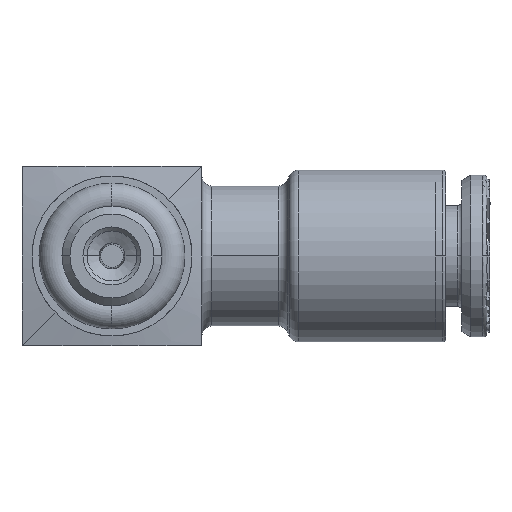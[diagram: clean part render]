
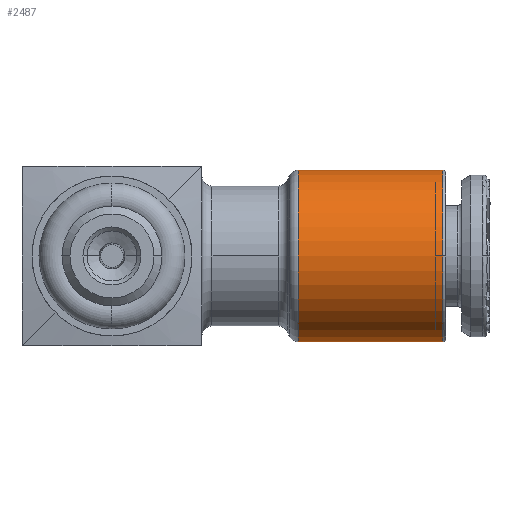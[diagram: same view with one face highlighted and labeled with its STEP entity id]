
A CAD part, front view. The second image highlights one B-rep face of the part: STEP entity #2487.
In plain terms, the highlighted cylindrical face has radius 4.3 mm (diameter 8.6 mm), a partial arc.
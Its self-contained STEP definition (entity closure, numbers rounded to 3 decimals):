
#2487=ADVANCED_FACE('',(#5302),#5303,.T.);
#5302=FACE_OUTER_BOUND('',#9926,.T.);
#5303=CYLINDRICAL_SURFACE('',#9927,4.3);
#9926=EDGE_LOOP('',(#17879,#17880,#17881,#17882));
#9927=AXIS2_PLACEMENT_3D('',#17883,#17884,#17885);
#17879=ORIENTED_EDGE('',*,*,#24292,.T.);
#17880=ORIENTED_EDGE('',*,*,#24293,.F.);
#17881=ORIENTED_EDGE('',*,*,#24294,.T.);
#17882=ORIENTED_EDGE('',*,*,#24295,.F.);
#17883=CARTESIAN_POINT('',(16.7,0.0,0.0));
#17884=DIRECTION('',(-1.0,0.0,-0.0));
#17885=DIRECTION('',(0.0,0.0,-1.0));
#24292=EDGE_CURVE('',#29712,#29713,#29714,.T.);
#24293=EDGE_CURVE('',#29715,#29713,#29716,.T.);
#24294=EDGE_CURVE('',#29715,#29717,#29718,.T.);
#24295=EDGE_CURVE('',#29712,#29717,#29719,.T.);
#29712=VERTEX_POINT('',#38824);
#29713=VERTEX_POINT('',#38825);
#29714=LINE('',#38826,#38827);
#29715=VERTEX_POINT('',#38828);
#29716=CIRCLE('',#38829,4.3);
#29717=VERTEX_POINT('',#38830);
#29718=LINE('',#38831,#38832);
#29719=CIRCLE('',#38833,4.3);
#38824=CARTESIAN_POINT('',(9.319,0.0,-4.3));
#38825=CARTESIAN_POINT('',(16.55,0.,-4.3));
#38826=CARTESIAN_POINT('',(12.934,0.,-4.3));
#38827=VECTOR('',#44320,1.0);
#38828=CARTESIAN_POINT('',(16.55,0.,4.3));
#38829=AXIS2_PLACEMENT_3D('',#44321,#44322,#44323);
#38830=CARTESIAN_POINT('',(9.319,0.0,4.3));
#38831=CARTESIAN_POINT('',(12.934,0.,4.3));
#38832=VECTOR('',#44324,1.0);
#38833=AXIS2_PLACEMENT_3D('',#44325,#44326,#44327);
#44320=DIRECTION('',(1.0,-0.0,-0.0));
#44321=CARTESIAN_POINT('',(16.55,0.0,0.0));
#44322=DIRECTION('',(1.0,0.0,-0.0));
#44323=DIRECTION('',(0.0,0.0,1.0));
#44324=DIRECTION('',(-1.0,0.0,-0.0));
#44325=CARTESIAN_POINT('',(9.319,0.0,0.0));
#44326=DIRECTION('',(-1.0,0.0,0.0));
#44327=DIRECTION('',(0.0,-1.0,0.));
